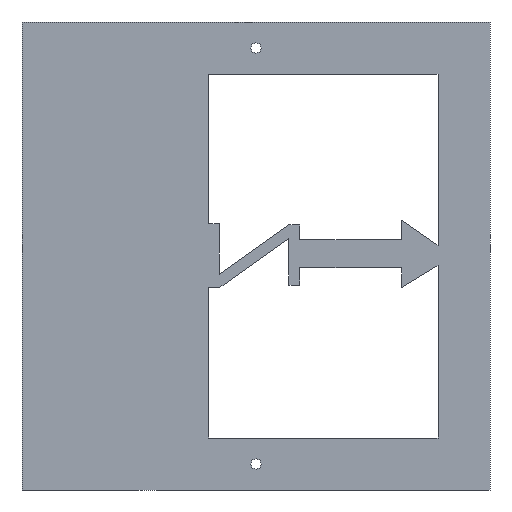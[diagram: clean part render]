
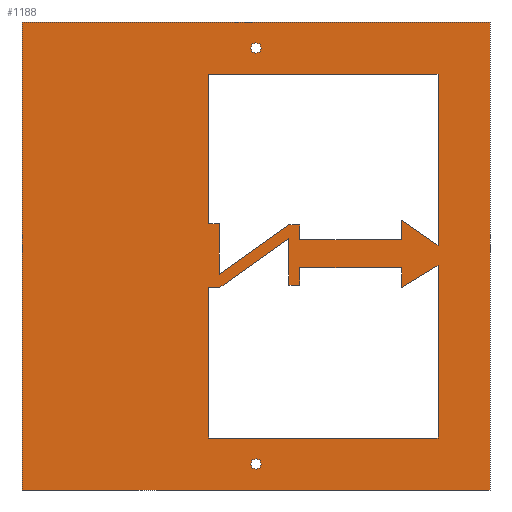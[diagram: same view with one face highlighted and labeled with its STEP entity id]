
A CAD part, front view. The second image highlights one B-rep face of the part: STEP entity #1188.
In plain terms, the highlighted planar face has unit normal (0, -1, 0).
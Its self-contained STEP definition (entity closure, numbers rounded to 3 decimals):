
#38=CIRCLE('',#1255,1.);
#39=CIRCLE('',#1257,1.);
#62=FACE_BOUND('',#196,.T.);
#63=FACE_BOUND('',#197,.T.);
#64=FACE_BOUND('',#198,.T.);
#65=FACE_BOUND('',#199,.T.);
#124=FACE_OUTER_BOUND('',#195,.T.);
#195=EDGE_LOOP('',(#1043,#1044,#1045,#1046));
#196=EDGE_LOOP('',(#1047,#1048,#1049,#1050,#1051,#1052,#1053,#1054,#1055,
#1056,#1057));
#197=EDGE_LOOP('',(#1058,#1059,#1060,#1061,#1062,#1063,#1064,#1065,#1066,
#1067,#1068));
#198=EDGE_LOOP('',(#1069));
#199=EDGE_LOOP('',(#1070));
#203=LINE('',#1607,#345);
#208=LINE('',#1618,#350);
#212=LINE('',#1625,#354);
#215=LINE('',#1631,#357);
#218=LINE('',#1637,#360);
#221=LINE('',#1643,#363);
#224=LINE('',#1649,#366);
#226=LINE('',#1652,#368);
#229=LINE('',#1660,#371);
#233=LINE('',#1667,#375);
#236=LINE('',#1673,#378);
#239=LINE('',#1679,#381);
#242=LINE('',#1685,#384);
#244=LINE('',#1690,#386);
#249=LINE('',#1700,#391);
#251=LINE('',#1703,#393);
#252=LINE('',#1706,#394);
#278=LINE('',#1761,#420);
#281=LINE('',#1766,#423);
#282=LINE('',#1768,#424);
#284=LINE('',#1772,#426);
#285=LINE('',#1774,#427);
#318=LINE('',#1852,#460);
#321=LINE('',#1858,#463);
#324=LINE('',#1862,#466);
#331=LINE('',#1882,#473);
#345=VECTOR('',#1300,10.);
#350=VECTOR('',#1307,10.);
#354=VECTOR('',#1313,10.);
#357=VECTOR('',#1318,10.);
#360=VECTOR('',#1323,10.);
#363=VECTOR('',#1328,10.);
#366=VECTOR('',#1333,10.);
#368=VECTOR('',#1337,10.);
#371=VECTOR('',#1342,10.);
#375=VECTOR('',#1348,10.);
#378=VECTOR('',#1353,10.);
#381=VECTOR('',#1358,10.);
#384=VECTOR('',#1363,10.);
#386=VECTOR('',#1367,10.);
#391=VECTOR('',#1374,10.);
#393=VECTOR('',#1378,10.);
#394=VECTOR('',#1381,10.);
#420=VECTOR('',#1415,10.);
#423=VECTOR('',#1420,10.);
#424=VECTOR('',#1423,10.);
#426=VECTOR('',#1427,10.);
#427=VECTOR('',#1430,10.);
#460=VECTOR('',#1503,10.);
#463=VECTOR('',#1508,10.);
#466=VECTOR('',#1513,10.);
#473=VECTOR('',#1534,10.);
#486=VERTEX_POINT('',#1603);
#488=VERTEX_POINT('',#1606);
#492=VERTEX_POINT('',#1615);
#493=VERTEX_POINT('',#1617);
#495=VERTEX_POINT('',#1623);
#497=VERTEX_POINT('',#1629);
#499=VERTEX_POINT('',#1635);
#501=VERTEX_POINT('',#1641);
#503=VERTEX_POINT('',#1647);
#506=VERTEX_POINT('',#1657);
#507=VERTEX_POINT('',#1659);
#509=VERTEX_POINT('',#1665);
#511=VERTEX_POINT('',#1671);
#513=VERTEX_POINT('',#1677);
#515=VERTEX_POINT('',#1683);
#517=VERTEX_POINT('',#1689);
#519=VERTEX_POINT('',#1694);
#521=VERTEX_POINT('',#1698);
#522=VERTEX_POINT('',#1705);
#547=VERTEX_POINT('',#1760);
#548=VERTEX_POINT('',#1764);
#549=VERTEX_POINT('',#1770);
#571=VERTEX_POINT('',#1842);
#572=VERTEX_POINT('',#1846);
#573=VERTEX_POINT('',#1850);
#574=VERTEX_POINT('',#1851);
#575=VERTEX_POINT('',#1856);
#576=VERTEX_POINT('',#1857);
#594=EDGE_CURVE('',#488,#486,#203,.T.);
#599=EDGE_CURVE('',#493,#492,#208,.T.);
#603=EDGE_CURVE('',#492,#495,#212,.T.);
#606=EDGE_CURVE('',#495,#497,#215,.T.);
#609=EDGE_CURVE('',#497,#499,#218,.T.);
#612=EDGE_CURVE('',#499,#501,#221,.T.);
#615=EDGE_CURVE('',#501,#503,#224,.T.);
#617=EDGE_CURVE('',#503,#488,#226,.T.);
#620=EDGE_CURVE('',#507,#506,#229,.T.);
#624=EDGE_CURVE('',#506,#509,#233,.T.);
#627=EDGE_CURVE('',#509,#511,#236,.T.);
#630=EDGE_CURVE('',#511,#513,#239,.T.);
#633=EDGE_CURVE('',#513,#515,#242,.T.);
#635=EDGE_CURVE('',#517,#507,#244,.T.);
#640=EDGE_CURVE('',#519,#521,#249,.T.);
#642=EDGE_CURVE('',#521,#517,#251,.T.);
#643=EDGE_CURVE('',#522,#493,#252,.T.);
#671=EDGE_CURVE('',#547,#519,#278,.T.);
#674=EDGE_CURVE('',#515,#548,#281,.T.);
#675=EDGE_CURVE('',#548,#547,#282,.T.);
#677=EDGE_CURVE('',#486,#549,#284,.T.);
#678=EDGE_CURVE('',#549,#522,#285,.T.);
#714=EDGE_CURVE('',#571,#571,#38,.T.);
#716=EDGE_CURVE('',#572,#572,#39,.T.);
#717=EDGE_CURVE('',#573,#574,#318,.T.);
#720=EDGE_CURVE('',#575,#576,#321,.T.);
#723=EDGE_CURVE('',#574,#575,#324,.T.);
#734=EDGE_CURVE('',#573,#576,#331,.T.);
#1043=ORIENTED_EDGE('',*,*,#734,.T.);
#1044=ORIENTED_EDGE('',*,*,#720,.F.);
#1045=ORIENTED_EDGE('',*,*,#723,.F.);
#1046=ORIENTED_EDGE('',*,*,#717,.F.);
#1047=ORIENTED_EDGE('',*,*,#674,.T.);
#1048=ORIENTED_EDGE('',*,*,#675,.T.);
#1049=ORIENTED_EDGE('',*,*,#671,.T.);
#1050=ORIENTED_EDGE('',*,*,#640,.T.);
#1051=ORIENTED_EDGE('',*,*,#642,.T.);
#1052=ORIENTED_EDGE('',*,*,#635,.T.);
#1053=ORIENTED_EDGE('',*,*,#620,.T.);
#1054=ORIENTED_EDGE('',*,*,#624,.T.);
#1055=ORIENTED_EDGE('',*,*,#627,.T.);
#1056=ORIENTED_EDGE('',*,*,#630,.T.);
#1057=ORIENTED_EDGE('',*,*,#633,.T.);
#1058=ORIENTED_EDGE('',*,*,#599,.T.);
#1059=ORIENTED_EDGE('',*,*,#603,.T.);
#1060=ORIENTED_EDGE('',*,*,#606,.T.);
#1061=ORIENTED_EDGE('',*,*,#609,.T.);
#1062=ORIENTED_EDGE('',*,*,#612,.T.);
#1063=ORIENTED_EDGE('',*,*,#615,.T.);
#1064=ORIENTED_EDGE('',*,*,#617,.T.);
#1065=ORIENTED_EDGE('',*,*,#594,.T.);
#1066=ORIENTED_EDGE('',*,*,#677,.T.);
#1067=ORIENTED_EDGE('',*,*,#678,.T.);
#1068=ORIENTED_EDGE('',*,*,#643,.T.);
#1069=ORIENTED_EDGE('',*,*,#714,.F.);
#1070=ORIENTED_EDGE('',*,*,#716,.F.);
#1127=PLANE('',#1292);
#1188=ADVANCED_FACE('',(#124,#62,#63,#64,#65),#1127,.T.);
#1255=AXIS2_PLACEMENT_3D('',#1844,#1494,#1495);
#1257=AXIS2_PLACEMENT_3D('',#1848,#1499,#1500);
#1292=AXIS2_PLACEMENT_3D('',#1929,#1595,#1596);
#1300=DIRECTION('',(0.854,0.,0.52));
#1307=DIRECTION('',(1.,0.,0.));
#1313=DIRECTION('',(0.817,0.,0.577));
#1318=DIRECTION('',(0.,0.,-1.));
#1323=DIRECTION('',(1.,0.,0.));
#1328=DIRECTION('',(0.,0.,1.));
#1333=DIRECTION('',(1.,0.,0.));
#1337=DIRECTION('',(0.,0.,-1.));
#1342=DIRECTION('',(0.,0.,1.));
#1348=DIRECTION('',(-1.,0.,0.));
#1353=DIRECTION('',(-0.816,0.,-0.579));
#1358=DIRECTION('',(0.,0.,1.));
#1363=DIRECTION('',(-1.,0.,0.));
#1367=DIRECTION('',(-1.,0.,0.));
#1374=DIRECTION('',(-0.823,0.,0.569));
#1378=DIRECTION('',(0.,0.,-1.));
#1381=DIRECTION('',(0.,0.,1.));
#1415=DIRECTION('',(0.,0.,-1.));
#1420=DIRECTION('',(0.,0.,1.));
#1423=DIRECTION('',(1.,0.,0.));
#1427=DIRECTION('',(0.,0.,-1.));
#1430=DIRECTION('',(-1.,0.,0.));
#1494=DIRECTION('center_axis',(0.,-1.,0.));
#1495=DIRECTION('ref_axis',(1.,0.,0.));
#1499=DIRECTION('center_axis',(0.,-1.,0.));
#1500=DIRECTION('ref_axis',(1.,0.,0.));
#1503=DIRECTION('',(0.,0.,1.));
#1508=DIRECTION('',(0.,0.,-1.));
#1513=DIRECTION('',(1.,0.,0.));
#1534=DIRECTION('',(1.,0.,0.));
#1595=DIRECTION('center_axis',(0.,-1.,0.));
#1596=DIRECTION('ref_axis',(0.,0.,-1.));
#1603=CARTESIAN_POINT('',(35.,0.,-1.826));
#1606=CARTESIAN_POINT('',(28.,0.,-6.085));
#1607=CARTESIAN_POINT('',(28.,0.,-6.085));
#1615=CARTESIAN_POINT('',(-6.93,0.,-6.02));
#1617=CARTESIAN_POINT('',(-9.1,0.,-6.02));
#1618=CARTESIAN_POINT('',(-9.1,0.,-6.02));
#1623=CARTESIAN_POINT('',(6.329,0.,3.34));
#1625=CARTESIAN_POINT('',(-6.93,0.,-6.02));
#1629=CARTESIAN_POINT('',(6.329,0.,-5.595));
#1631=CARTESIAN_POINT('',(6.329,0.,3.34));
#1635=CARTESIAN_POINT('',(8.4,0.,-5.595));
#1637=CARTESIAN_POINT('',(6.329,0.,-5.595));
#1641=CARTESIAN_POINT('',(8.4,0.,-2.256));
#1643=CARTESIAN_POINT('',(8.4,0.,-5.595));
#1647=CARTESIAN_POINT('',(28.,0.,-2.256));
#1649=CARTESIAN_POINT('',(8.,0.,-2.256));
#1652=CARTESIAN_POINT('',(28.,0.,-2.256));
#1657=CARTESIAN_POINT('',(8.4,0.,5.963));
#1659=CARTESIAN_POINT('',(8.4,0.,3.085));
#1660=CARTESIAN_POINT('',(8.4,0.,-5.595));
#1665=CARTESIAN_POINT('',(6.301,0.,5.963));
#1667=CARTESIAN_POINT('',(8.4,0.,5.963));
#1671=CARTESIAN_POINT('',(-7.029,0.,-3.496));
#1673=CARTESIAN_POINT('',(6.301,0.,5.963));
#1677=CARTESIAN_POINT('',(-7.029,0.,6.204));
#1679=CARTESIAN_POINT('',(-7.029,0.,-3.496));
#1683=CARTESIAN_POINT('',(-9.1,0.,6.204));
#1685=CARTESIAN_POINT('',(-7.029,0.,6.204));
#1689=CARTESIAN_POINT('',(28.,0.,3.085));
#1690=CARTESIAN_POINT('',(28.,0.,3.085));
#1694=CARTESIAN_POINT('',(35.,0.,2.074));
#1698=CARTESIAN_POINT('',(28.,0.,6.915));
#1700=CARTESIAN_POINT('',(38.,0.,0.));
#1703=CARTESIAN_POINT('',(28.,0.,6.915));
#1705=CARTESIAN_POINT('',(-9.1,0.,-35.));
#1706=CARTESIAN_POINT('',(-9.1,0.,35.));
#1760=CARTESIAN_POINT('',(35.,0.,35.));
#1761=CARTESIAN_POINT('',(35.,0.,0.));
#1764=CARTESIAN_POINT('',(-9.1,0.,35.));
#1766=CARTESIAN_POINT('',(-9.1,0.,35.));
#1768=CARTESIAN_POINT('',(3.95,0.,35.));
#1770=CARTESIAN_POINT('',(35.,0.,-35.));
#1772=CARTESIAN_POINT('',(35.,0.,0.));
#1774=CARTESIAN_POINT('',(-18.1,0.,-35.));
#1842=CARTESIAN_POINT('',(-1.,0.,40.));
#1844=CARTESIAN_POINT('Origin',(0.,0.,40.));
#1846=CARTESIAN_POINT('',(-1.,0.,-40.));
#1848=CARTESIAN_POINT('Origin',(0.,0.,-40.));
#1850=CARTESIAN_POINT('',(-45.,0.,-45.));
#1851=CARTESIAN_POINT('',(-45.,0.,45.));
#1852=CARTESIAN_POINT('',(-45.,0.,-45.));
#1856=CARTESIAN_POINT('',(45.,0.,45.));
#1857=CARTESIAN_POINT('',(45.,0.,-45.));
#1858=CARTESIAN_POINT('',(45.,0.,45.));
#1862=CARTESIAN_POINT('',(-45.,0.,45.));
#1882=CARTESIAN_POINT('',(-27.1,0.,-45.));
#1929=CARTESIAN_POINT('Origin',(-27.1,0.,35.));
